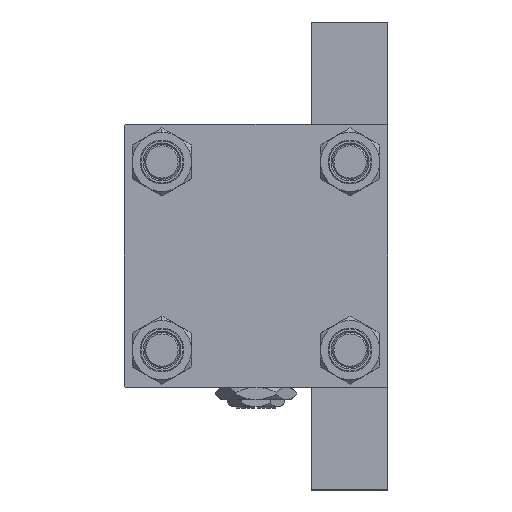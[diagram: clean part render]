
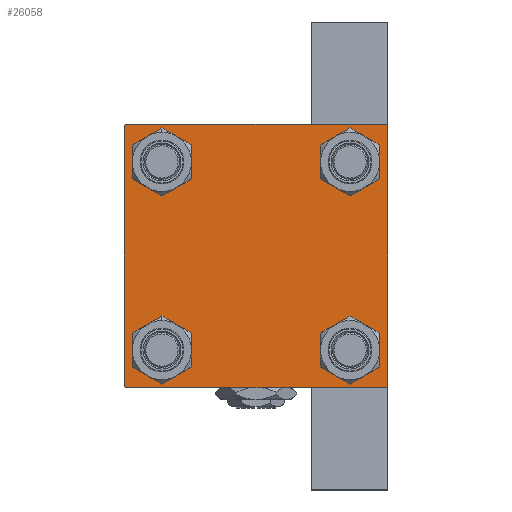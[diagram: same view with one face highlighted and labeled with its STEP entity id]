
A CAD part, left-side view. The second image highlights one B-rep face of the part: STEP entity #26058.
In plain terms, the highlighted planar face has unit normal (-1, 0, 0).
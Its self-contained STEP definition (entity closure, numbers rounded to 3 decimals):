
#433 = VERTEX_POINT ( 'NONE', #46500 ) ;
#486 = DIRECTION ( 'NONE',  ( 0., 0., 1. ) ) ;
#1094 = ORIENTED_EDGE ( 'NONE', *, *, #8440, .T. ) ;
#1205 = DIRECTION ( 'NONE',  ( 1., 0., 0. ) ) ;
#1346 = LINE ( 'NONE', #16203, #3569 ) ;
#1367 = CARTESIAN_POINT ( 'NONE',  ( 0., 44.5, -45. ) ) ;
#1839 = DIRECTION ( 'NONE',  ( 0., -1., 0. ) ) ;
#1949 = CIRCLE ( 'NONE', #29236, 6.5 ) ;
#1967 = FACE_BOUND ( 'NONE', #9507, .T. ) ;
#2178 = VECTOR ( 'NONE', #20714, 1000. ) ;
#2214 = FACE_BOUND ( 'NONE', #22343, .T. ) ;
#2622 = CARTESIAN_POINT ( 'NONE',  ( 0., -45., -44.5 ) ) ;
#2848 = DIRECTION ( 'NONE',  ( 0., -1., 0. ) ) ;
#3569 = VECTOR ( 'NONE', #1839, 1000. ) ;
#3786 = CIRCLE ( 'NONE', #5384, 6.5 ) ;
#3823 = CARTESIAN_POINT ( 'NONE',  ( 0., -32.15, -32.15 ) ) ;
#4398 = VERTEX_POINT ( 'NONE', #39328 ) ;
#4402 = CARTESIAN_POINT ( 'NONE',  ( 0., 32.15, 32.15 ) ) ;
#4415 = DIRECTION ( 'NONE',  ( 1., 0., 0. ) ) ;
#4499 = ORIENTED_EDGE ( 'NONE', *, *, #48314, .T. ) ;
#4916 = CIRCLE ( 'NONE', #7349, 6.5 ) ;
#5383 = DIRECTION ( 'NONE',  ( 1., 0., 0. ) ) ;
#5384 = AXIS2_PLACEMENT_3D ( 'NONE', #33810, #19231, #45855 ) ;
#5428 = EDGE_CURVE ( 'NONE', #28457, #48027, #4916, .T. ) ;
#5443 = CARTESIAN_POINT ( 'NONE',  ( 0., -32.15, 32.15 ) ) ;
#5445 = VERTEX_POINT ( 'NONE', #1367 ) ;
#6288 = DIRECTION ( 'NONE',  ( 0., 0., -1. ) ) ;
#6371 = CARTESIAN_POINT ( 'NONE',  ( 0., 44.75, -44.75 ) ) ;
#6489 = CARTESIAN_POINT ( 'NONE',  ( 0., 0., 0. ) ) ;
#6951 = ORIENTED_EDGE ( 'NONE', *, *, #15120, .T. ) ;
#7349 = AXIS2_PLACEMENT_3D ( 'NONE', #46870, #4415, #27547 ) ;
#8152 = CARTESIAN_POINT ( 'NONE',  ( 0., 32.15, -32.15 ) ) ;
#8440 = EDGE_CURVE ( 'NONE', #48027, #28457, #28327, .T. ) ;
#8525 = CARTESIAN_POINT ( 'NONE',  ( 0., -32.15, -32.15 ) ) ;
#8555 = EDGE_CURVE ( 'NONE', #28762, #5445, #14165, .T. ) ;
#8657 = VERTEX_POINT ( 'NONE', #38038 ) ;
#8890 = LINE ( 'NONE', #17185, #2178 ) ;
#9507 = EDGE_LOOP ( 'NONE', ( #34610, #1094 ) ) ;
#9644 = VERTEX_POINT ( 'NONE', #17058 ) ;
#9759 = PLANE ( 'NONE',  #40002 ) ;
#9777 = VERTEX_POINT ( 'NONE', #10481 ) ;
#10481 = CARTESIAN_POINT ( 'NONE',  ( 0., -44.5, 45. ) ) ;
#11829 = ORIENTED_EDGE ( 'NONE', *, *, #27916, .T. ) ;
#12220 = AXIS2_PLACEMENT_3D ( 'NONE', #37953, #19608, #486 ) ;
#12297 = LINE ( 'NONE', #46492, #46363 ) ;
#13603 = ORIENTED_EDGE ( 'NONE', *, *, #23170, .T. ) ;
#14106 = DIRECTION ( 'NONE',  ( 0., 0.707, -0.707 ) ) ;
#14165 = LINE ( 'NONE', #6371, #48366 ) ;
#14328 = CARTESIAN_POINT ( 'NONE',  ( 0., 45., 45. ) ) ;
#14391 = CARTESIAN_POINT ( 'NONE',  ( 0., 45., -44.5 ) ) ;
#15116 = VECTOR ( 'NONE', #20716, 1000. ) ;
#15120 = EDGE_CURVE ( 'NONE', #8657, #45688, #22822, .T. ) ;
#15967 = ORIENTED_EDGE ( 'NONE', *, *, #23789, .T. ) ;
#16030 = ORIENTED_EDGE ( 'NONE', *, *, #25876, .F. ) ;
#16155 = EDGE_CURVE ( 'NONE', #5445, #37373, #1346, .T. ) ;
#16203 = CARTESIAN_POINT ( 'NONE',  ( 0., 45., -45. ) ) ;
#16220 = ORIENTED_EDGE ( 'NONE', *, *, #8555, .T. ) ;
#16304 = EDGE_CURVE ( 'NONE', #16781, #9777, #24978, .T. ) ;
#16781 = VERTEX_POINT ( 'NONE', #35911 ) ;
#16882 = VERTEX_POINT ( 'NONE', #28639 ) ;
#16920 = DIRECTION ( 'NONE',  ( 0., 0., 1. ) ) ;
#17058 = CARTESIAN_POINT ( 'NONE',  ( 0., -32.15, -25.65 ) ) ;
#17185 = CARTESIAN_POINT ( 'NONE',  ( 0., -44.75, -44.75 ) ) ;
#17560 = FACE_BOUND ( 'NONE', #29052, .T. ) ;
#18387 = CARTESIAN_POINT ( 'NONE',  ( 0., 44.75, 44.75 ) ) ;
#19231 = DIRECTION ( 'NONE',  ( 1., 0., 0. ) ) ;
#19608 = DIRECTION ( 'NONE',  ( 1., 0., 0. ) ) ;
#19752 = DIRECTION ( 'NONE',  ( 0., 0., 1. ) ) ;
#20714 = DIRECTION ( 'NONE',  ( 0., -0.707, 0.707 ) ) ;
#20716 = DIRECTION ( 'NONE',  ( 0., 0., -1. ) ) ;
#21211 = LINE ( 'NONE', #40048, #15116 ) ;
#21504 = AXIS2_PLACEMENT_3D ( 'NONE', #8152, #23496, #16920 ) ;
#22135 = EDGE_CURVE ( 'NONE', #16882, #23898, #3786, .T. ) ;
#22343 = EDGE_LOOP ( 'NONE', ( #33973, #11829 ) ) ;
#22822 = CIRCLE ( 'NONE', #30010, 6.5 ) ;
#23170 = EDGE_CURVE ( 'NONE', #37373, #31296, #8890, .T. ) ;
#23436 = DIRECTION ( 'NONE',  ( 1., 0., 0. ) ) ;
#23496 = DIRECTION ( 'NONE',  ( 1., 0., 0. ) ) ;
#23789 = EDGE_CURVE ( 'NONE', #4398, #9777, #12297, .T. ) ;
#23898 = VERTEX_POINT ( 'NONE', #30117 ) ;
#24978 = LINE ( 'NONE', #40556, #25244 ) ;
#25244 = VECTOR ( 'NONE', #2848, 1000. ) ;
#25876 = EDGE_CURVE ( 'NONE', #4398, #31296, #21211, .T. ) ;
#26058 = ADVANCED_FACE ( 'NONE', ( #17560, #47956, #2214, #1967, #32135 ), #9759, .T. ) ;
#26643 = AXIS2_PLACEMENT_3D ( 'NONE', #3823, #23436, #35219 ) ;
#26799 = ORIENTED_EDGE ( 'NONE', *, *, #38101, .T. ) ;
#27547 = DIRECTION ( 'NONE',  ( 0., 0., 1. ) ) ;
#27916 = EDGE_CURVE ( 'NONE', #23898, #16882, #29531, .T. ) ;
#28327 = CIRCLE ( 'NONE', #44348, 6.5 ) ;
#28457 = VERTEX_POINT ( 'NONE', #28614 ) ;
#28515 = DIRECTION ( 'NONE',  ( 0., -0.707, -0.707 ) ) ;
#28614 = CARTESIAN_POINT ( 'NONE',  ( 0., 32.15, 38.65 ) ) ;
#28634 = EDGE_LOOP ( 'NONE', ( #4499, #26799 ) ) ;
#28639 = CARTESIAN_POINT ( 'NONE',  ( 0., 32.15, -25.65 ) ) ;
#28658 = EDGE_LOOP ( 'NONE', ( #41650, #16220, #39411, #13603, #16030, #15967, #42107, #41469 ) ) ;
#28762 = VERTEX_POINT ( 'NONE', #14391 ) ;
#28958 = EDGE_CURVE ( 'NONE', #43840, #28762, #44494, .T. ) ;
#29052 = EDGE_LOOP ( 'NONE', ( #44117, #6951 ) ) ;
#29236 = AXIS2_PLACEMENT_3D ( 'NONE', #8525, #1205, #31881 ) ;
#29531 = CIRCLE ( 'NONE', #21504, 6.5 ) ;
#29950 = CARTESIAN_POINT ( 'NONE',  ( 0., -44.5, -45. ) ) ;
#30010 = AXIS2_PLACEMENT_3D ( 'NONE', #5443, #43404, #32084 ) ;
#30117 = CARTESIAN_POINT ( 'NONE',  ( 0., 32.15, -38.65 ) ) ;
#30644 = CARTESIAN_POINT ( 'NONE',  ( 0., -32.15, 38.65 ) ) ;
#31296 = VERTEX_POINT ( 'NONE', #2622 ) ;
#31881 = DIRECTION ( 'NONE',  ( 0., 0., 1. ) ) ;
#32084 = DIRECTION ( 'NONE',  ( 0., 0., 1. ) ) ;
#32135 = FACE_OUTER_BOUND ( 'NONE', #28658, .T. ) ;
#32532 = CARTESIAN_POINT ( 'NONE',  ( 0., 45., 44.5 ) ) ;
#32874 = DIRECTION ( 'NONE',  ( 0., 0., 1. ) ) ;
#32958 = LINE ( 'NONE', #18387, #36154 ) ;
#33810 = CARTESIAN_POINT ( 'NONE',  ( 0., 32.15, -32.15 ) ) ;
#33973 = ORIENTED_EDGE ( 'NONE', *, *, #22135, .T. ) ;
#34477 = VECTOR ( 'NONE', #6288, 1000. ) ;
#34610 = ORIENTED_EDGE ( 'NONE', *, *, #5428, .T. ) ;
#35219 = DIRECTION ( 'NONE',  ( 0., 0., 1. ) ) ;
#35447 = EDGE_CURVE ( 'NONE', #16781, #43840, #32958, .T. ) ;
#35482 = CIRCLE ( 'NONE', #12220, 6.5 ) ;
#35906 = DIRECTION ( 'NONE',  ( 0., 0.707, 0.707 ) ) ;
#35911 = CARTESIAN_POINT ( 'NONE',  ( 0., 44.5, 45. ) ) ;
#36154 = VECTOR ( 'NONE', #14106, 1000. ) ;
#37373 = VERTEX_POINT ( 'NONE', #29950 ) ;
#37953 = CARTESIAN_POINT ( 'NONE',  ( 0., -32.15, 32.15 ) ) ;
#38038 = CARTESIAN_POINT ( 'NONE',  ( 0., -32.15, 25.65 ) ) ;
#38101 = EDGE_CURVE ( 'NONE', #433, #9644, #44264, .T. ) ;
#38743 = CARTESIAN_POINT ( 'NONE',  ( 0., 32.15, 25.65 ) ) ;
#39172 = EDGE_CURVE ( 'NONE', #45688, #8657, #35482, .T. ) ;
#39328 = CARTESIAN_POINT ( 'NONE',  ( 0., -45., 44.5 ) ) ;
#39411 = ORIENTED_EDGE ( 'NONE', *, *, #16155, .T. ) ;
#40002 = AXIS2_PLACEMENT_3D ( 'NONE', #6489, #48455, #32874 ) ;
#40048 = CARTESIAN_POINT ( 'NONE',  ( 0., -45., 45. ) ) ;
#40556 = CARTESIAN_POINT ( 'NONE',  ( 0., 45., 45. ) ) ;
#41469 = ORIENTED_EDGE ( 'NONE', *, *, #35447, .T. ) ;
#41650 = ORIENTED_EDGE ( 'NONE', *, *, #28958, .T. ) ;
#42107 = ORIENTED_EDGE ( 'NONE', *, *, #16304, .F. ) ;
#43404 = DIRECTION ( 'NONE',  ( 1., 0., 0. ) ) ;
#43840 = VERTEX_POINT ( 'NONE', #32532 ) ;
#44117 = ORIENTED_EDGE ( 'NONE', *, *, #39172, .T. ) ;
#44264 = CIRCLE ( 'NONE', #26643, 6.5 ) ;
#44348 = AXIS2_PLACEMENT_3D ( 'NONE', #4402, #5383, #19752 ) ;
#44494 = LINE ( 'NONE', #14328, #34477 ) ;
#45688 = VERTEX_POINT ( 'NONE', #30644 ) ;
#45855 = DIRECTION ( 'NONE',  ( 0., 0., 1. ) ) ;
#46363 = VECTOR ( 'NONE', #35906, 1000. ) ;
#46492 = CARTESIAN_POINT ( 'NONE',  ( 0., -44.75, 44.75 ) ) ;
#46500 = CARTESIAN_POINT ( 'NONE',  ( 0., -32.15, -38.65 ) ) ;
#46870 = CARTESIAN_POINT ( 'NONE',  ( 0., 32.15, 32.15 ) ) ;
#47956 = FACE_BOUND ( 'NONE', #28634, .T. ) ;
#48027 = VERTEX_POINT ( 'NONE', #38743 ) ;
#48314 = EDGE_CURVE ( 'NONE', #9644, #433, #1949, .T. ) ;
#48366 = VECTOR ( 'NONE', #28515, 1000. ) ;
#48455 = DIRECTION ( 'NONE',  ( -1., 0., 0. ) ) ;
